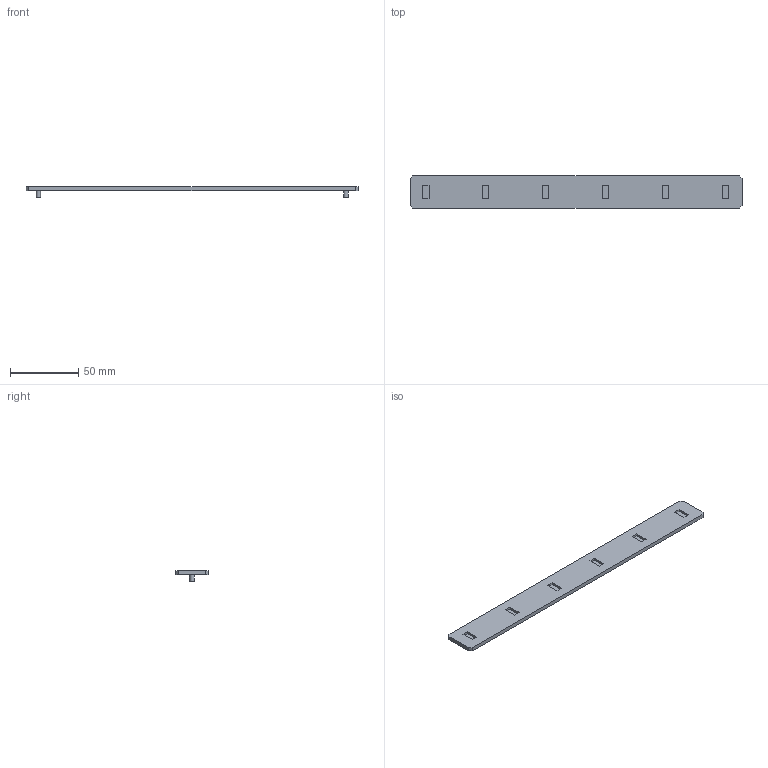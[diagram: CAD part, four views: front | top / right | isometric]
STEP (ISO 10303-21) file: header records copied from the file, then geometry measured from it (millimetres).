
FILE_DESCRIPTION(/* description */ (''),/* implementation_level */ '2;1');
FILE_NAME(/* name */ 'lid.step',/* time_stamp */ '2025-07-30T22:44:58-04:00',/* author */ (''),/* organization */ (''),/* preprocessor_version */ 'ST-DEVELOPER v20.1',/* originating_system */ 'Autodesk Translation Framework v14.10.0.0',/* authorisation */ '');
FILE_SCHEMA (('AUTOMOTIVE_DESIGN { 1 0 10303 214 3 1 1 }'));
Length unit declared in the file: millimetre
Products named in the file (2): Untitled; Component30
Assembly tree (1 placements, depth 2):
  Untitled
    Component30
Bounding box: 244 x 24 x 8 mm (x, y, z)
Volume: 17180.2 mm3; surface area: 13673.6 mm2
Topology: 1 solids, 1 shells, 44 faces, 102 edges, 68 vertices
Faces by surface type: plane 42, cylinder 2
Full cylindrical faces by diameter (mm): 3.2 x2
Entity records: 1290 total; most frequent: CARTESIAN_POINT 217, ORIENTED_EDGE 204, DIRECTION 200, EDGE_CURVE 102, LINE 98, VECTOR 98, VERTEX_POINT 68, EDGE_LOOP 52
